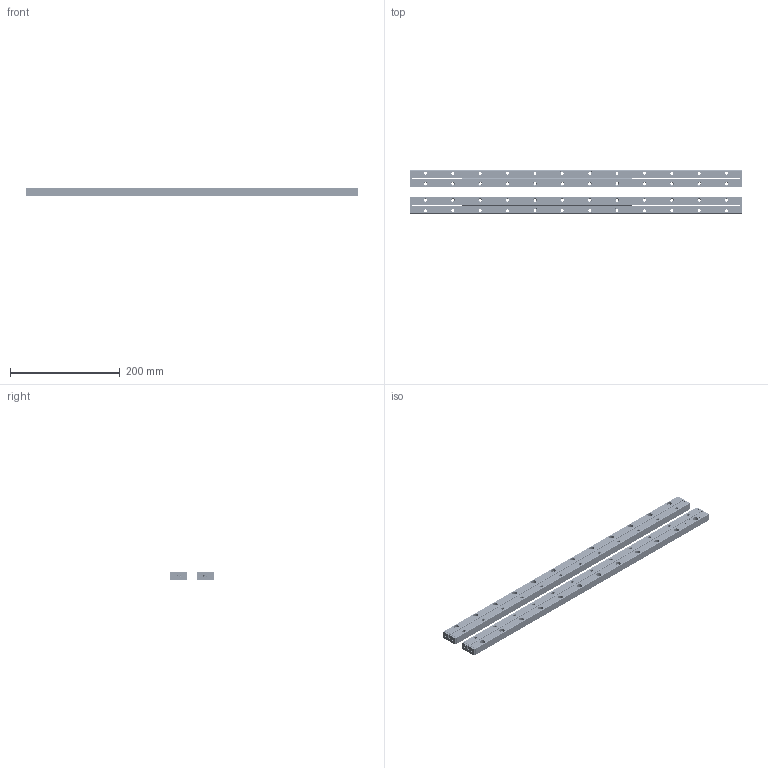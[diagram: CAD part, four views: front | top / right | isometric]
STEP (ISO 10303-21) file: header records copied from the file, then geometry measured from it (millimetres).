
FILE_DESCRIPTION(/* description */ (''),/* implementation_level */ '2;1');
FILE_NAME(/* name */ 'Set RSDE-6600x62KRE_stp.stp',/* time_stamp */ '2025-05-14T14:27:10+02:00',/* author */ (''),/* organization */ (''),/* preprocessor_version */ 'ST-DEVELOPER v16.7',/* originating_system */ 'SIEMENS PLM Software NX 12.0',/* authorisation */ '');
FILE_SCHEMA (('AUTOMOTIVE_DESIGN { 1 0 10303 214 3 1 1 1 }'));
Products named in the file (1): Set RSDE-6600x62KRE_stp
Bounding box: 606.4 x 80 x 15 mm (x, y, z)
Volume: 491759.2 mm3; surface area: 208867.1 mm2
Topology: 120 solids, 120 shells, 4488 faces, 11932 edges, 7780 vertices
Faces by surface type: plane 2204, cylinder 1404, cone 520, bspline 360
Full cylindrical faces by diameter (mm): 0.8 x384, 4 x92, 4.3 x8, 5 x8, 5.2 x56, 6 x100, 9.5 x48, 10 x8
Entity records: 142355 total; most frequent: CARTESIAN_POINT 27241, DIRECTION 21498, ORIENTED_EDGE 20608, EDGE_CURVE 10304, AXIS2_PLACEMENT_3D 7817, VERTEX_POINT 7384, EDGE_LOOP 6672, LINE 5864
